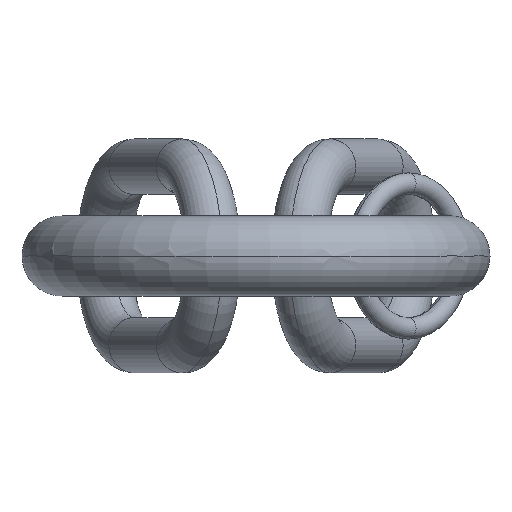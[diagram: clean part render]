
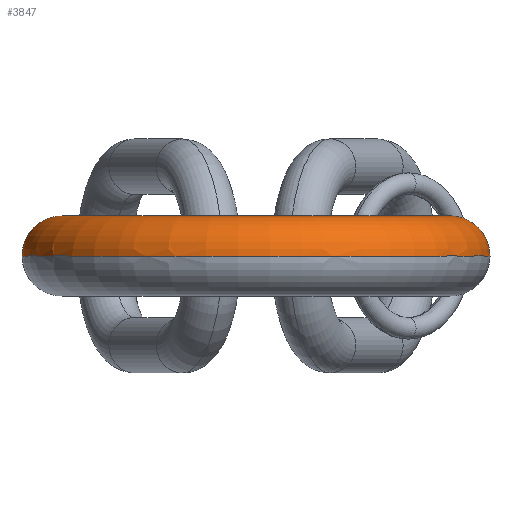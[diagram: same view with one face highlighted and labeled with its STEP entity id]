
A CAD part, left-side view. The second image highlights one B-rep face of the part: STEP entity #3847.
In plain terms, the highlighted toroidal (fillet/blend) face has major radius 63 mm and minor radius 13 mm.
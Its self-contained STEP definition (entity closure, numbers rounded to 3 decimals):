
#5=CARTESIAN_POINT('',(-80.,-63.,0.));
#6=DIRECTION('',(-1.,0.,0.));
#7=DIRECTION('',(0.,-1.,0.));
#8=AXIS2_PLACEMENT_3D('',#5,#6,#7);
#794=CARTESIAN_POINT('',(-80.,50.,0.));
#795=CARTESIAN_POINT('',(-82.756,50.,0.));
#796=CARTESIAN_POINT('',(-88.267,49.543,
0.));
#797=CARTESIAN_POINT('',(-96.309,47.507,
0.));
#798=CARTESIAN_POINT('',(-103.906,44.175,
0.));
#799=CARTESIAN_POINT('',(-110.851,39.637,
0.));
#800=CARTESIAN_POINT('',(-116.954,34.019,
0.));
#801=CARTESIAN_POINT('',(-122.049,27.472,
0.));
#802=CARTESIAN_POINT('',(-125.998,20.176,
0.));
#803=CARTESIAN_POINT('',(-128.691,12.33,
0.));
#804=CARTESIAN_POINT('',(-130.057,4.148,
0.));
#805=CARTESIAN_POINT('',(-130.057,-4.148,
0.));
#806=CARTESIAN_POINT('',(-128.691,-12.33,
0.));
#807=CARTESIAN_POINT('',(-125.998,-20.176,
0.));
#808=CARTESIAN_POINT('',(-122.049,-27.472,
0.));
#809=CARTESIAN_POINT('',(-116.954,-34.019,
0.));
#810=CARTESIAN_POINT('',(-110.851,-39.637,
0.));
#811=CARTESIAN_POINT('',(-103.906,-44.175,
0.));
#812=CARTESIAN_POINT('',(-96.309,-47.507,
0.));
#813=CARTESIAN_POINT('',(-88.267,-49.543,
0.));
#814=CARTESIAN_POINT('',(-82.756,-50.,0.));
#815=CARTESIAN_POINT('',(-80.,-50.,0.));
#817=CARTESIAN_POINT('',(-80.,-76.,0.));
#818=CARTESIAN_POINT('',(-83.79,-76.,0.));
#819=CARTESIAN_POINT('',(-91.37,-75.432,
0.));
#820=CARTESIAN_POINT('',(-102.485,-72.895,
0.));
#821=CARTESIAN_POINT('',(-113.098,-68.73,
0.));
#822=CARTESIAN_POINT('',(-122.972,-63.029,
0.));
#823=CARTESIAN_POINT('',(-131.886,-55.92,0.));
#824=CARTESIAN_POINT('',(-139.641,-47.562,0.));
#825=CARTESIAN_POINT('',(-146.064,-38.142,0.));
#826=CARTESIAN_POINT('',(-151.011,-27.87,0.));
#827=CARTESIAN_POINT('',(-154.371,-16.975,0.));
#828=CARTESIAN_POINT('',(-156.071,-5.701,0.));
#829=CARTESIAN_POINT('',(-156.071,5.701,0.));
#830=CARTESIAN_POINT('',(-154.371,16.975,0.));
#831=CARTESIAN_POINT('',(-151.011,27.87,0.));
#832=CARTESIAN_POINT('',(-146.064,38.142,0.));
#833=CARTESIAN_POINT('',(-139.641,47.562,0.));
#834=CARTESIAN_POINT('',(-131.886,55.92,0.));
#835=CARTESIAN_POINT('',(-122.972,63.029,
0.));
#836=CARTESIAN_POINT('',(-113.098,68.73,
0.));
#837=CARTESIAN_POINT('',(-102.485,72.895,
0.));
#838=CARTESIAN_POINT('',(-91.37,75.432,
0.));
#839=CARTESIAN_POINT('',(-83.79,76.,0.));
#840=CARTESIAN_POINT('',(-80.,76.,0.));
#851=CARTESIAN_POINT('',(-80.,63.,0.));
#852=DIRECTION('',(-1.,0.,0.));
#853=DIRECTION('',(0.,-1.,0.));
#854=AXIS2_PLACEMENT_3D('',#851,#852,#853);
#2778=CARTESIAN_POINT('',(-80.,50.,0.));
#2780=VERTEX_POINT('',#2778);
#2781=CARTESIAN_POINT('',(-80.,76.,0.));
#2783=VERTEX_POINT('',#2781);
#3000=VERTEX_POINT('',#815);
#3001=VERTEX_POINT('',#817);
#3833=CARTESIAN_POINT('',(-80.,0.,0.));
#3834=DIRECTION('',(0.,0.,1.));
#3835=DIRECTION('',(0.,-1.,0.));
#3836=AXIS2_PLACEMENT_3D('',#3833,#3834,#3835);
#3837=TOROIDAL_SURFACE('',#3836,63.,13.);
#3839=ORIENTED_EDGE('',*,*,#3838,.F.);
#3841=ORIENTED_EDGE('',*,*,#3840,.T.);
#3842=ORIENTED_EDGE('',*,*,#3483,.F.);
#3844=ORIENTED_EDGE('',*,*,#3843,.T.);
#3845=EDGE_LOOP('',(#3839,#3841,#3842,#3844));
#3846=FACE_OUTER_BOUND('',#3845,.F.);
#3847=ADVANCED_FACE('',(#3846),#3837,.T.);
#9=CIRCLE('',#8,13.);
#816=B_SPLINE_CURVE_WITH_KNOTS('',3,(#794,#795,#796,#797,#798,#799,#800,#801,
#802,#803,#804,#805,#806,#807,#808,#809,#810,#811,#812,#813,#814,#815),
.UNSPECIFIED.,.F.,.F.,(4,1,1,1,1,1,1,1,1,1,1,1,1,1,1,1,1,1,1,4),(0.,
0.053,0.105,0.158,0.211,
0.263,0.316,0.368,0.421,
0.474,0.526,0.579,0.632,
0.684,0.737,0.789,0.842,
0.895,0.947,1.),.UNSPECIFIED.);
#841=B_SPLINE_CURVE_WITH_KNOTS('',3,(#817,#818,#819,#820,#821,#822,#823,#824,
#825,#826,#827,#828,#829,#830,#831,#832,#833,#834,#835,#836,#837,#838,#839,
#840),.UNSPECIFIED.,.F.,.F.,(4,1,1,1,1,1,1,1,1,1,1,1,1,1,1,1,1,1,1,1,1,4),(0.,
0.048,0.095,0.143,0.19,
0.238,0.286,0.333,0.381,
0.429,0.476,0.524,0.571,
0.619,0.667,0.714,0.762,
0.81,0.857,0.905,0.952,1.),
.UNSPECIFIED.);
#855=CIRCLE('',#854,13.);
#3483=EDGE_CURVE('',#3001,#3000,#9,.T.);
#3838=EDGE_CURVE('',#2780,#2783,#855,.T.);
#3840=EDGE_CURVE('',#2780,#3000,#816,.T.);
#3843=EDGE_CURVE('',#3001,#2783,#841,.T.);
